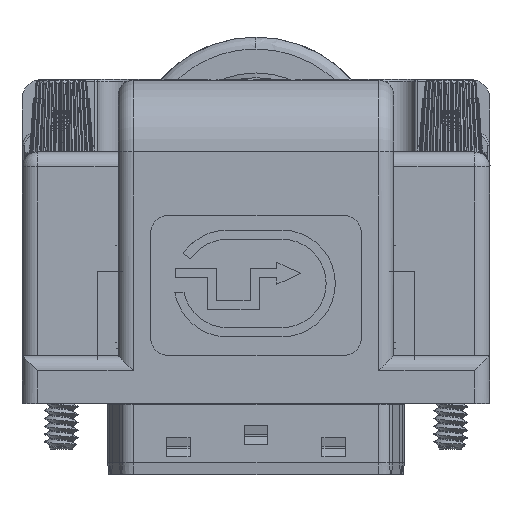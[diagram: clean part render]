
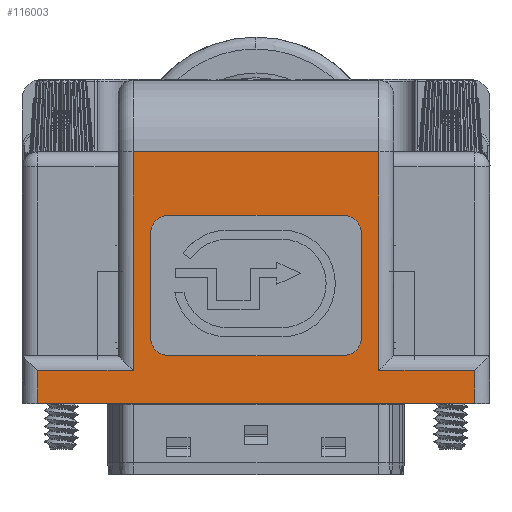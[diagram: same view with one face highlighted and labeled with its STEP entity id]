
A CAD part, top view. The second image highlights one B-rep face of the part: STEP entity #116003.
In plain terms, the highlighted face is planar.
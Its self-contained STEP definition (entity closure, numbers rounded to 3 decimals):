
#3024 = CARTESIAN_POINT ( 'NONE',  ( 10.25, -7.8, 2.75 ) ) ;
#3037 = CARTESIAN_POINT ( 'NONE',  ( -7.3, -7.8, 4. ) ) ;
#3038 = CARTESIAN_POINT ( 'NONE',  ( -8.8, -7.8, 5.5 ) ) ;
#3047 = CARTESIAN_POINT ( 'NONE',  ( -8.8, -7.8, 14.2 ) ) ;
#3048 = CARTESIAN_POINT ( 'NONE',  ( -7.3, -7.8, 15.7 ) ) ;
#3049 = CARTESIAN_POINT ( 'NONE',  ( 7.3, -7.8, 15.7 ) ) ;
#3050 = CARTESIAN_POINT ( 'NONE',  ( 8.8, -7.8, 14.2 ) ) ;
#3051 = CARTESIAN_POINT ( 'NONE',  ( 8.8, -7.8, 5.5 ) ) ;
#3052 = CARTESIAN_POINT ( 'NONE',  ( 7.3, -7.8, 4. ) ) ;
#3053 = CARTESIAN_POINT ( 'NONE',  ( 10.25, -7.8, 21. ) ) ;
#3055 = CARTESIAN_POINT ( 'NONE',  ( -10.25, -7.8, 21. ) ) ;
#3056 = CARTESIAN_POINT ( 'NONE',  ( -10.25, -7.8, 2.75 ) ) ;
#3057 = CARTESIAN_POINT ( 'NONE',  ( -18.25, -7.8, 2.75 ) ) ;
#3058 = CARTESIAN_POINT ( 'NONE',  ( -18.25, -7.8, 0. ) ) ;
#3059 = CARTESIAN_POINT ( 'NONE',  ( 18.25, -7.8, 0. ) ) ;
#3060 = CARTESIAN_POINT ( 'NONE',  ( 18.25, -7.8, 2.75 ) ) ;
#19146 = ORIENTED_EDGE ( 'NONE', *, *, #90839, .T. ) ;
#19148 = ORIENTED_EDGE ( 'NONE', *, *, #90841, .T. ) ;
#19150 = ORIENTED_EDGE ( 'NONE', *, *, #90843, .T. ) ;
#19151 = ORIENTED_EDGE ( 'NONE', *, *, #90846, .T. ) ;
#19153 = ORIENTED_EDGE ( 'NONE', *, *, #90848, .T. ) ;
#19155 = ORIENTED_EDGE ( 'NONE', *, *, #90850, .T. ) ;
#19157 = ORIENTED_EDGE ( 'NONE', *, *, #90853, .T. ) ;
#19159 = ORIENTED_EDGE ( 'NONE', *, *, #90855, .T. ) ;
#19160 = ORIENTED_EDGE ( 'NONE', *, *, #90857, .T. ) ;
#19162 = ORIENTED_EDGE ( 'NONE', *, *, #90860, .T. ) ;
#19164 = ORIENTED_EDGE ( 'NONE', *, *, #90862, .T. ) ;
#19166 = ORIENTED_EDGE ( 'NONE', *, *, #90864, .T. ) ;
#19168 = ORIENTED_EDGE ( 'NONE', *, *, #90867, .T. ) ;
#19169 = ORIENTED_EDGE ( 'NONE', *, *, #90869, .T. ) ;
#19171 = ORIENTED_EDGE ( 'NONE', *, *, #90871, .T. ) ;
#19173 = ORIENTED_EDGE ( 'NONE', *, *, #90874, .T. ) ;
#58903 = FACE_BOUND ( 'NONE', #99799, .T. ) ;
#58905 = FACE_OUTER_BOUND ( 'NONE', #99825, .T. ) ;
#60715 = AXIS2_PLACEMENT_3D ( 'NONE', #73858, #73855, #73862 ) ;
#73855 = DIRECTION ( 'NONE',  ( 0., 1., 0. ) ) ;
#73858 = CARTESIAN_POINT ( 'NONE',  ( 19.5, -7.8, 27. ) ) ;
#73860 = PLANE ( 'NONE',  #60715 ) ;
#73862 = DIRECTION ( 'NONE',  ( -1., 0., 0. ) ) ;
#75995 = AXIS2_PLACEMENT_3D ( 'NONE', #135146, #135148, #135150 ) ;
#75997 = AXIS2_PLACEMENT_3D ( 'NONE', #135158, #135160, #135162 ) ;
#75999 = AXIS2_PLACEMENT_3D ( 'NONE', #135170, #135172, #135173 ) ;
#76001 = AXIS2_PLACEMENT_3D ( 'NONE', #135182, #135183, #135185 ) ;
#90839 = EDGE_CURVE ( 'NONE', #93476, #93478, #131776, .T. ) ;
#90841 = EDGE_CURVE ( 'NONE', #93478, #93497, #131751, .T. ) ;
#90843 = EDGE_CURVE ( 'NONE', #93497, #93498, #131782, .T. ) ;
#90846 = EDGE_CURVE ( 'NONE', #93498, #93500, #131785, .T. ) ;
#90848 = EDGE_CURVE ( 'NONE', #93500, #93502, #131787, .T. ) ;
#90850 = EDGE_CURVE ( 'NONE', #93502, #93504, #131790, .T. ) ;
#90853 = EDGE_CURVE ( 'NONE', #93504, #93507, #131792, .T. ) ;
#90855 = EDGE_CURVE ( 'NONE', #93507, #93476, #131796, .T. ) ;
#90857 = EDGE_CURVE ( 'NONE', #93452, #93509, #131798, .T. ) ;
#90860 = EDGE_CURVE ( 'NONE', #93509, #93513, #131780, .T. ) ;
#90862 = EDGE_CURVE ( 'NONE', #93513, #93515, #131804, .T. ) ;
#90864 = EDGE_CURVE ( 'NONE', #93515, #93517, #131808, .T. ) ;
#90867 = EDGE_CURVE ( 'NONE', #93517, #93520, #131812, .T. ) ;
#90869 = EDGE_CURVE ( 'NONE', #93520, #93521, #131815, .T. ) ;
#90871 = EDGE_CURVE ( 'NONE', #93521, #93523, #131819, .T. ) ;
#90874 = EDGE_CURVE ( 'NONE', #93523, #93452, #131823, .T. ) ;
#93452 = VERTEX_POINT ( 'NONE', #3024 ) ;
#93476 = VERTEX_POINT ( 'NONE', #3037 ) ;
#93478 = VERTEX_POINT ( 'NONE', #3038 ) ;
#93497 = VERTEX_POINT ( 'NONE', #3047 ) ;
#93498 = VERTEX_POINT ( 'NONE', #3048 ) ;
#93500 = VERTEX_POINT ( 'NONE', #3049 ) ;
#93502 = VERTEX_POINT ( 'NONE', #3050 ) ;
#93504 = VERTEX_POINT ( 'NONE', #3051 ) ;
#93507 = VERTEX_POINT ( 'NONE', #3052 ) ;
#93509 = VERTEX_POINT ( 'NONE', #3053 ) ;
#93513 = VERTEX_POINT ( 'NONE', #3055 ) ;
#93515 = VERTEX_POINT ( 'NONE', #3056 ) ;
#93517 = VERTEX_POINT ( 'NONE', #3057 ) ;
#93520 = VERTEX_POINT ( 'NONE', #3058 ) ;
#93521 = VERTEX_POINT ( 'NONE', #3059 ) ;
#93523 = VERTEX_POINT ( 'NONE', #3060 ) ;
#99799 = EDGE_LOOP ( 'NONE', ( #19146, #19148, #19150, #19151, #19153, #19155, #19157, #19159 ) ) ;
#99825 = EDGE_LOOP ( 'NONE', ( #19160, #19162, #19164, #19166, #19168, #19169, #19171, #19173 ) ) ;
#116003 = ADVANCED_FACE ( 'NONE', ( #58903, #58905 ), #73860, .F. ) ;
#131751 = LINE ( 'NONE', #135144, #131783 ) ;
#131776 = CIRCLE ( 'NONE', #75995, 1.5 ) ;
#131780 = LINE ( 'NONE', #135180, #131806 ) ;
#131782 = CIRCLE ( 'NONE', #75997, 1.5 ) ;
#131783 = VECTOR ( 'NONE', #135107, 1000. ) ;
#131785 = LINE ( 'NONE', #135142, #131789 ) ;
#131787 = CIRCLE ( 'NONE', #75999, 1.5 ) ;
#131789 = VECTOR ( 'NONE', #135140, 1000. ) ;
#131790 = LINE ( 'NONE', #135153, #131794 ) ;
#131792 = CIRCLE ( 'NONE', #76001, 1.5 ) ;
#131794 = VECTOR ( 'NONE', #135156, 1000. ) ;
#131796 = LINE ( 'NONE', #135165, #131799 ) ;
#131798 = LINE ( 'NONE', #135188, #131802 ) ;
#131799 = VECTOR ( 'NONE', #135168, 1000. ) ;
#131802 = VECTOR ( 'NONE', #135192, 1000. ) ;
#131804 = LINE ( 'NONE', #135197, #131810 ) ;
#131806 = VECTOR ( 'NONE', #135194, 1000. ) ;
#131808 = LINE ( 'NONE', #135202, #131814 ) ;
#131810 = VECTOR ( 'NONE', #135200, 1000. ) ;
#131812 = LINE ( 'NONE', #135206, #131818 ) ;
#131814 = VECTOR ( 'NONE', #135204, 1000. ) ;
#131815 = LINE ( 'NONE', #135211, #131821 ) ;
#131818 = VECTOR ( 'NONE', #135209, 1000. ) ;
#131819 = LINE ( 'NONE', #135215, #131824 ) ;
#131821 = VECTOR ( 'NONE', #135214, 1000. ) ;
#131823 = LINE ( 'NONE', #135220, #131828 ) ;
#131824 = VECTOR ( 'NONE', #135218, 1000. ) ;
#131828 = VECTOR ( 'NONE', #135223, 1000. ) ;
#135107 = DIRECTION ( 'NONE',  ( 0., 0., 1. ) ) ;
#135140 = DIRECTION ( 'NONE',  ( 1., 0., 0. ) ) ;
#135142 = CARTESIAN_POINT ( 'NONE',  ( -7.3, -7.8, 15.7 ) ) ;
#135144 = CARTESIAN_POINT ( 'NONE',  ( -8.8, -7.8, 14.2 ) ) ;
#135146 = CARTESIAN_POINT ( 'NONE',  ( -7.3, -7.8, 5.5 ) ) ;
#135148 = DIRECTION ( 'NONE',  ( 0., 1., 0. ) ) ;
#135150 = DIRECTION ( 'NONE',  ( 1., 0., 0. ) ) ;
#135153 = CARTESIAN_POINT ( 'NONE',  ( 8.8, -7.8, 14.2 ) ) ;
#135156 = DIRECTION ( 'NONE',  ( 0., 0., -1. ) ) ;
#135158 = CARTESIAN_POINT ( 'NONE',  ( -7.3, -7.8, 14.2 ) ) ;
#135160 = DIRECTION ( 'NONE',  ( 0., 1., 0. ) ) ;
#135162 = DIRECTION ( 'NONE',  ( 1., 0., 0. ) ) ;
#135165 = CARTESIAN_POINT ( 'NONE',  ( -7.3, -7.8, 4. ) ) ;
#135168 = DIRECTION ( 'NONE',  ( -1., 0., 0. ) ) ;
#135170 = CARTESIAN_POINT ( 'NONE',  ( 7.3, -7.8, 14.2 ) ) ;
#135172 = DIRECTION ( 'NONE',  ( 0., 1., 0. ) ) ;
#135173 = DIRECTION ( 'NONE',  ( -1., 0., 0. ) ) ;
#135180 = CARTESIAN_POINT ( 'NONE',  ( 19.5, -7.8, 21. ) ) ;
#135182 = CARTESIAN_POINT ( 'NONE',  ( 7.3, -7.8, 5.5 ) ) ;
#135183 = DIRECTION ( 'NONE',  ( 0., 1., 0. ) ) ;
#135185 = DIRECTION ( 'NONE',  ( 1., 0., 0. ) ) ;
#135188 = CARTESIAN_POINT ( 'NONE',  ( 10.25, -7.8, 27. ) ) ;
#135192 = DIRECTION ( 'NONE',  ( 0., 0., 1. ) ) ;
#135194 = DIRECTION ( 'NONE',  ( -1., 0., 0. ) ) ;
#135197 = CARTESIAN_POINT ( 'NONE',  ( -10.25, -7.8, 27. ) ) ;
#135200 = DIRECTION ( 'NONE',  ( 0., 0., -1. ) ) ;
#135202 = CARTESIAN_POINT ( 'NONE',  ( 19.5, -7.8, 2.75 ) ) ;
#135204 = DIRECTION ( 'NONE',  ( -1., 0., 0. ) ) ;
#135206 = CARTESIAN_POINT ( 'NONE',  ( -18.25, -7.8, 27. ) ) ;
#135209 = DIRECTION ( 'NONE',  ( 0., 0., -1. ) ) ;
#135211 = CARTESIAN_POINT ( 'NONE',  ( 19.5, -7.8, 0. ) ) ;
#135214 = DIRECTION ( 'NONE',  ( 1., 0., 0. ) ) ;
#135215 = CARTESIAN_POINT ( 'NONE',  ( 18.25, -7.8, 27. ) ) ;
#135218 = DIRECTION ( 'NONE',  ( 0., 0., 1. ) ) ;
#135220 = CARTESIAN_POINT ( 'NONE',  ( 19.5, -7.8, 2.75 ) ) ;
#135223 = DIRECTION ( 'NONE',  ( -1., 0., 0. ) ) ;
